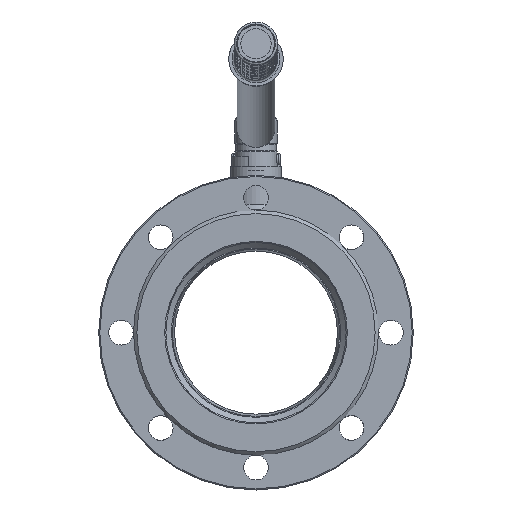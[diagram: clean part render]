
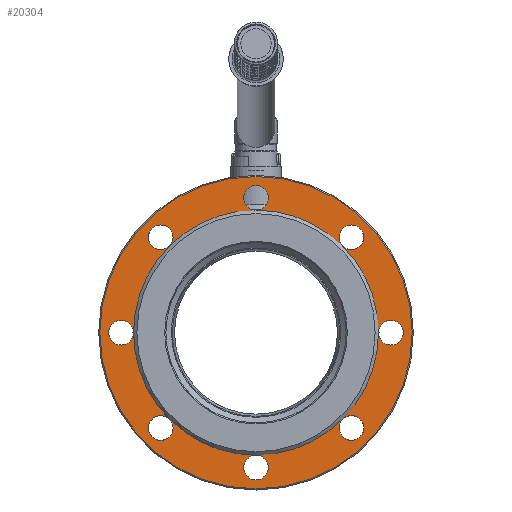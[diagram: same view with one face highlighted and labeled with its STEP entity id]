
A CAD part, left-side view. The second image highlights one B-rep face of the part: STEP entity #20304.
In plain terms, the highlighted planar face has unit normal (-1, 0, 0).
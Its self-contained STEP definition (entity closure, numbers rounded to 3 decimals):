
#20072=CARTESIAN_POINT('',(-172.405,-0.,-139.));
#20073=VERTEX_POINT('',#20072);
#20080=CARTESIAN_POINT('',(-172.405,0.,139.));
#20081=VERTEX_POINT('',#20080);
#20082=CARTESIAN_POINT('',(-172.405,0.,-0.));
#20083=DIRECTION('',(1.,0.,0.));
#20084=DIRECTION('',(-0.,-0.,1.));
#20085=AXIS2_PLACEMENT_3D('',#20082,#20083,#20084);
#20086=CIRCLE('',#20085,139.);
#20087=EDGE_CURVE('',#20073,#20081,#20086,.T.);
#20089=CARTESIAN_POINT('',(-172.405,0.,-0.));
#20090=DIRECTION('',(1.,0.,0.));
#20091=DIRECTION('',(-0.,-0.,1.));
#20092=AXIS2_PLACEMENT_3D('',#20089,#20090,#20091);
#20093=CIRCLE('',#20092,139.);
#20094=EDGE_CURVE('',#20081,#20073,#20093,.T.);
#20102=CARTESIAN_POINT('',(-172.405,0.,-109.));
#20103=DIRECTION('',(-1.,-0.,-0.));
#20104=DIRECTION('',(-0.,-0.,1.));
#20105=AXIS2_PLACEMENT_3D('',#20102,#20103,#20104);
#20106=PLANE('',#20105);
#20107=ORIENTED_EDGE('',*,*,#20087,.F.);
#20108=ORIENTED_EDGE('',*,*,#20094,.F.);
#20109=EDGE_LOOP('',(#20107,#20108));
#20110=FACE_BOUND('',#20109,.T.);
#20111=CARTESIAN_POINT('',(-172.405,77.075,-77.075));
#20112=VERTEX_POINT('',#20111);
#20113=CARTESIAN_POINT('',(-172.405,109.,0.));
#20114=VERTEX_POINT('',#20113);
#20115=CARTESIAN_POINT('',(-172.405,0.,-0.));
#20116=DIRECTION('',(1.,0.,0.));
#20117=DIRECTION('',(-0.,-0.,1.));
#20118=AXIS2_PLACEMENT_3D('',#20115,#20116,#20117);
#20119=CIRCLE('',#20118,109.);
#20120=EDGE_CURVE('',#20112,#20114,#20119,.T.);
#20121=ORIENTED_EDGE('',*,*,#20120,.T.);
#20122=CARTESIAN_POINT('',(-172.405,120.,0.));
#20123=DIRECTION('',(1.,0.,0.));
#20124=DIRECTION('',(0.,-1.,-0.));
#20125=AXIS2_PLACEMENT_3D('',#20122,#20123,#20124);
#20126=CIRCLE('',#20125,11.);
#20127=EDGE_CURVE('',#20114,#20114,#20126,.T.);
#20128=ORIENTED_EDGE('',*,*,#20127,.T.);
#20129=CARTESIAN_POINT('',(-172.405,77.075,77.075));
#20130=VERTEX_POINT('',#20129);
#20131=CARTESIAN_POINT('',(-172.405,0.,-0.));
#20132=DIRECTION('',(1.,0.,0.));
#20133=DIRECTION('',(-0.,-0.,1.));
#20134=AXIS2_PLACEMENT_3D('',#20131,#20132,#20133);
#20135=CIRCLE('',#20134,109.);
#20136=EDGE_CURVE('',#20114,#20130,#20135,.T.);
#20137=ORIENTED_EDGE('',*,*,#20136,.T.);
#20138=CARTESIAN_POINT('',(-172.405,73.853,84.853));
#20139=VERTEX_POINT('',#20138);
#20140=CARTESIAN_POINT('',(-172.405,84.853,84.853));
#20141=DIRECTION('',(1.,0.,0.));
#20142=DIRECTION('',(0.,-1.,-0.));
#20143=AXIS2_PLACEMENT_3D('',#20140,#20141,#20142);
#20144=CIRCLE('',#20143,11.);
#20145=EDGE_CURVE('',#20130,#20139,#20144,.T.);
#20146=ORIENTED_EDGE('',*,*,#20145,.T.);
#20147=CARTESIAN_POINT('',(-172.405,84.853,84.853));
#20148=DIRECTION('',(1.,0.,0.));
#20149=DIRECTION('',(0.,-1.,-0.));
#20150=AXIS2_PLACEMENT_3D('',#20147,#20148,#20149);
#20151=CIRCLE('',#20150,11.);
#20152=EDGE_CURVE('',#20139,#20130,#20151,.T.);
#20153=ORIENTED_EDGE('',*,*,#20152,.T.);
#20154=CARTESIAN_POINT('',(-172.405,-0.,109.));
#20155=VERTEX_POINT('',#20154);
#20156=CARTESIAN_POINT('',(-172.405,0.,-0.));
#20157=DIRECTION('',(1.,0.,0.));
#20158=DIRECTION('',(-0.,-0.,1.));
#20159=AXIS2_PLACEMENT_3D('',#20156,#20157,#20158);
#20160=CIRCLE('',#20159,109.);
#20161=EDGE_CURVE('',#20130,#20155,#20160,.T.);
#20162=ORIENTED_EDGE('',*,*,#20161,.T.);
#20163=CARTESIAN_POINT('',(-172.405,-11.,120.));
#20164=VERTEX_POINT('',#20163);
#20165=CARTESIAN_POINT('',(-172.405,-0.,120.));
#20166=DIRECTION('',(1.,0.,0.));
#20167=DIRECTION('',(0.,-1.,-0.));
#20168=AXIS2_PLACEMENT_3D('',#20165,#20166,#20167);
#20169=CIRCLE('',#20168,11.);
#20170=EDGE_CURVE('',#20155,#20164,#20169,.T.);
#20171=ORIENTED_EDGE('',*,*,#20170,.T.);
#20172=CARTESIAN_POINT('',(-172.405,-0.,120.));
#20173=DIRECTION('',(1.,0.,0.));
#20174=DIRECTION('',(0.,-1.,-0.));
#20175=AXIS2_PLACEMENT_3D('',#20172,#20173,#20174);
#20176=CIRCLE('',#20175,11.);
#20177=EDGE_CURVE('',#20164,#20155,#20176,.T.);
#20178=ORIENTED_EDGE('',*,*,#20177,.T.);
#20179=CARTESIAN_POINT('',(-172.405,-77.075,77.075));
#20180=VERTEX_POINT('',#20179);
#20181=CARTESIAN_POINT('',(-172.405,0.,-0.));
#20182=DIRECTION('',(1.,0.,0.));
#20183=DIRECTION('',(-0.,-0.,1.));
#20184=AXIS2_PLACEMENT_3D('',#20181,#20182,#20183);
#20185=CIRCLE('',#20184,109.);
#20186=EDGE_CURVE('',#20155,#20180,#20185,.T.);
#20187=ORIENTED_EDGE('',*,*,#20186,.T.);
#20188=CARTESIAN_POINT('',(-172.405,-95.853,84.853));
#20189=VERTEX_POINT('',#20188);
#20190=CARTESIAN_POINT('',(-172.405,-84.853,84.853));
#20191=DIRECTION('',(1.,0.,0.));
#20192=DIRECTION('',(0.,-1.,-0.));
#20193=AXIS2_PLACEMENT_3D('',#20190,#20191,#20192);
#20194=CIRCLE('',#20193,11.);
#20195=EDGE_CURVE('',#20180,#20189,#20194,.T.);
#20196=ORIENTED_EDGE('',*,*,#20195,.T.);
#20197=CARTESIAN_POINT('',(-172.405,-84.853,84.853));
#20198=DIRECTION('',(1.,0.,0.));
#20199=DIRECTION('',(0.,-1.,-0.));
#20200=AXIS2_PLACEMENT_3D('',#20197,#20198,#20199);
#20201=CIRCLE('',#20200,11.);
#20202=EDGE_CURVE('',#20189,#20180,#20201,.T.);
#20203=ORIENTED_EDGE('',*,*,#20202,.T.);
#20204=CARTESIAN_POINT('',(-172.405,-109.,-0.));
#20205=VERTEX_POINT('',#20204);
#20206=CARTESIAN_POINT('',(-172.405,0.,-0.));
#20207=DIRECTION('',(1.,0.,0.));
#20208=DIRECTION('',(-0.,-0.,1.));
#20209=AXIS2_PLACEMENT_3D('',#20206,#20207,#20208);
#20210=CIRCLE('',#20209,109.);
#20211=EDGE_CURVE('',#20180,#20205,#20210,.T.);
#20212=ORIENTED_EDGE('',*,*,#20211,.T.);
#20213=CARTESIAN_POINT('',(-172.405,-131.,-0.));
#20214=VERTEX_POINT('',#20213);
#20215=CARTESIAN_POINT('',(-172.405,-120.,-0.));
#20216=DIRECTION('',(1.,0.,0.));
#20217=DIRECTION('',(0.,-1.,-0.));
#20218=AXIS2_PLACEMENT_3D('',#20215,#20216,#20217);
#20219=CIRCLE('',#20218,11.);
#20220=EDGE_CURVE('',#20205,#20214,#20219,.T.);
#20221=ORIENTED_EDGE('',*,*,#20220,.T.);
#20222=CARTESIAN_POINT('',(-172.405,-120.,-0.));
#20223=DIRECTION('',(1.,0.,0.));
#20224=DIRECTION('',(0.,-1.,-0.));
#20225=AXIS2_PLACEMENT_3D('',#20222,#20223,#20224);
#20226=CIRCLE('',#20225,11.);
#20227=EDGE_CURVE('',#20214,#20205,#20226,.T.);
#20228=ORIENTED_EDGE('',*,*,#20227,.T.);
#20229=CARTESIAN_POINT('',(-172.405,-77.075,-77.075));
#20230=VERTEX_POINT('',#20229);
#20231=CARTESIAN_POINT('',(-172.405,0.,-0.));
#20232=DIRECTION('',(1.,0.,0.));
#20233=DIRECTION('',(-0.,-0.,1.));
#20234=AXIS2_PLACEMENT_3D('',#20231,#20232,#20233);
#20235=CIRCLE('',#20234,109.);
#20236=EDGE_CURVE('',#20205,#20230,#20235,.T.);
#20237=ORIENTED_EDGE('',*,*,#20236,.T.);
#20238=CARTESIAN_POINT('',(-172.405,-95.853,-84.853));
#20239=VERTEX_POINT('',#20238);
#20240=CARTESIAN_POINT('',(-172.405,-84.853,-84.853));
#20241=DIRECTION('',(1.,0.,0.));
#20242=DIRECTION('',(0.,-1.,-0.));
#20243=AXIS2_PLACEMENT_3D('',#20240,#20241,#20242);
#20244=CIRCLE('',#20243,11.);
#20245=EDGE_CURVE('',#20230,#20239,#20244,.T.);
#20246=ORIENTED_EDGE('',*,*,#20245,.T.);
#20247=CARTESIAN_POINT('',(-172.405,-84.853,-84.853));
#20248=DIRECTION('',(1.,0.,0.));
#20249=DIRECTION('',(0.,-1.,-0.));
#20250=AXIS2_PLACEMENT_3D('',#20247,#20248,#20249);
#20251=CIRCLE('',#20250,11.);
#20252=EDGE_CURVE('',#20239,#20230,#20251,.T.);
#20253=ORIENTED_EDGE('',*,*,#20252,.T.);
#20254=CARTESIAN_POINT('',(-172.405,0.,-109.));
#20255=VERTEX_POINT('',#20254);
#20256=CARTESIAN_POINT('',(-172.405,0.,-0.));
#20257=DIRECTION('',(1.,0.,0.));
#20258=DIRECTION('',(-0.,-0.,1.));
#20259=AXIS2_PLACEMENT_3D('',#20256,#20257,#20258);
#20260=CIRCLE('',#20259,109.);
#20261=EDGE_CURVE('',#20230,#20255,#20260,.T.);
#20262=ORIENTED_EDGE('',*,*,#20261,.T.);
#20263=CARTESIAN_POINT('',(-172.405,-11.,-120.));
#20264=VERTEX_POINT('',#20263);
#20265=CARTESIAN_POINT('',(-172.405,0.,-120.));
#20266=DIRECTION('',(1.,0.,0.));
#20267=DIRECTION('',(0.,-1.,-0.));
#20268=AXIS2_PLACEMENT_3D('',#20265,#20266,#20267);
#20269=CIRCLE('',#20268,11.);
#20270=EDGE_CURVE('',#20255,#20264,#20269,.T.);
#20271=ORIENTED_EDGE('',*,*,#20270,.T.);
#20272=CARTESIAN_POINT('',(-172.405,0.,-120.));
#20273=DIRECTION('',(1.,0.,0.));
#20274=DIRECTION('',(0.,-1.,-0.));
#20275=AXIS2_PLACEMENT_3D('',#20272,#20273,#20274);
#20276=CIRCLE('',#20275,11.);
#20277=EDGE_CURVE('',#20264,#20255,#20276,.T.);
#20278=ORIENTED_EDGE('',*,*,#20277,.T.);
#20279=CARTESIAN_POINT('',(-172.405,0.,-0.));
#20280=DIRECTION('',(1.,0.,0.));
#20281=DIRECTION('',(-0.,-0.,1.));
#20282=AXIS2_PLACEMENT_3D('',#20279,#20280,#20281);
#20283=CIRCLE('',#20282,109.);
#20284=EDGE_CURVE('',#20255,#20112,#20283,.T.);
#20285=ORIENTED_EDGE('',*,*,#20284,.T.);
#20286=CARTESIAN_POINT('',(-172.405,73.853,-84.853));
#20287=VERTEX_POINT('',#20286);
#20288=CARTESIAN_POINT('',(-172.405,84.853,-84.853));
#20289=DIRECTION('',(1.,0.,0.));
#20290=DIRECTION('',(0.,-1.,-0.));
#20291=AXIS2_PLACEMENT_3D('',#20288,#20289,#20290);
#20292=CIRCLE('',#20291,11.);
#20293=EDGE_CURVE('',#20112,#20287,#20292,.T.);
#20294=ORIENTED_EDGE('',*,*,#20293,.T.);
#20295=CARTESIAN_POINT('',(-172.405,84.853,-84.853));
#20296=DIRECTION('',(1.,0.,0.));
#20297=DIRECTION('',(0.,-1.,-0.));
#20298=AXIS2_PLACEMENT_3D('',#20295,#20296,#20297);
#20299=CIRCLE('',#20298,11.);
#20300=EDGE_CURVE('',#20287,#20112,#20299,.T.);
#20301=ORIENTED_EDGE('',*,*,#20300,.T.);
#20302=EDGE_LOOP('',(#20121,#20128,#20137,#20146,#20153,#20162,#20171,#20178,#20187,#20196,#20203,#20212,#20221,#20228,#20237,#20246,#20253,#20262,#20271,#20278,#20285,#20294,#20301));
#20303=FACE_BOUND('',#20302,.T.);
#20304=ADVANCED_FACE('',(#20110,#20303),#20106,.T.);
